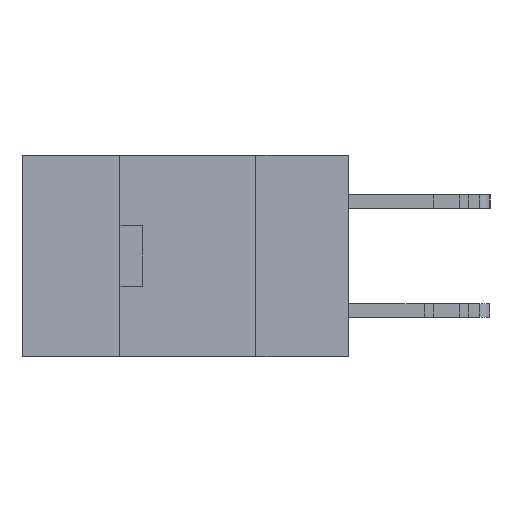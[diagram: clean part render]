
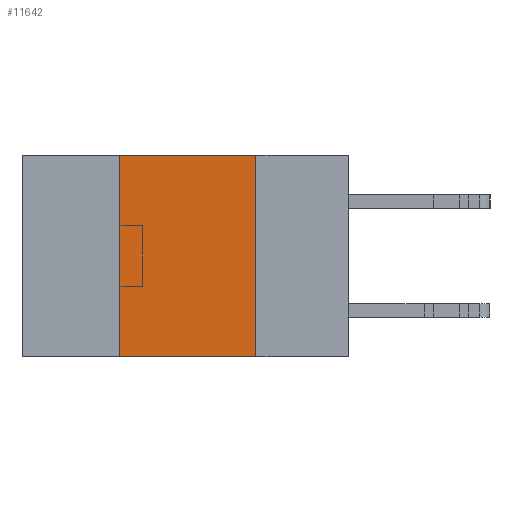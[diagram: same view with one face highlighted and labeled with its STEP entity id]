
A CAD part, left-side view. The second image highlights one B-rep face of the part: STEP entity #11642.
In plain terms, the highlighted planar face has unit normal (-1, 0, 0).
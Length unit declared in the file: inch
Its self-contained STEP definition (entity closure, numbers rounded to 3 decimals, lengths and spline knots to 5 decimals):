
#26 = EDGE_CURVE ( 'NONE', #12587, #26039, #17557, .T. ) ;
#555 = FACE_OUTER_BOUND ( 'NONE', #1308, .T. ) ;
#679 = VERTEX_POINT ( 'NONE', #21728 ) ;
#725 = CARTESIAN_POINT ( 'NONE',  ( 0., 0.6, 0. ) ) ;
#839 = DIRECTION ( 'NONE',  ( 0., 0., 1. ) ) ;
#1308 = EDGE_LOOP ( 'NONE', ( #27787, #5827, #22317, #20533 ) ) ;
#2709 = CARTESIAN_POINT ( 'NONE',  ( 0., 0.6, 0. ) ) ;
#4045 = CARTESIAN_POINT ( 'NONE',  ( 0., 0.6, -0.37 ) ) ;
#4220 = EDGE_CURVE ( 'NONE', #21384, #679, #20874, .T. ) ;
#5198 = EDGE_CURVE ( 'NONE', #21384, #26039, #6085, .T. ) ;
#5827 = ORIENTED_EDGE ( 'NONE', *, *, #24693, .F. ) ;
#6085 = LINE ( 'NONE', #4045, #25308 ) ;
#8833 = PLANE ( 'NONE',  #13684 ) ;
#8928 = CARTESIAN_POINT ( 'NONE',  ( 0., 0.17, -0.37 ) ) ;
#9544 = CARTESIAN_POINT ( 'NONE',  ( 0., 0.42, -0.37 ) ) ;
#11642 = ADVANCED_FACE ( 'NONE', ( #555 ), #8833, .F. ) ;
#12587 = VERTEX_POINT ( 'NONE', #18414 ) ;
#12950 = DIRECTION ( 'NONE',  ( 0., -1., 0. ) ) ;
#13378 = DIRECTION ( 'NONE',  ( 1., 0., 0. ) ) ;
#13535 = DIRECTION ( 'NONE',  ( 0., 0., -1. ) ) ;
#13684 = AXIS2_PLACEMENT_3D ( 'NONE', #2709, #13378, #13535 ) ;
#15325 = VECTOR ( 'NONE', #28657, 39.37008 ) ;
#17557 = LINE ( 'NONE', #8928, #15325 ) ;
#18414 = CARTESIAN_POINT ( 'NONE',  ( 0., 0.17, 0. ) ) ;
#19643 = VECTOR ( 'NONE', #20627, 39.37008 ) ;
#20533 = ORIENTED_EDGE ( 'NONE', *, *, #5198, .T. ) ;
#20627 = DIRECTION ( 'NONE',  ( 0., -1., 0. ) ) ;
#20757 = LINE ( 'NONE', #725, #19643 ) ;
#20874 = LINE ( 'NONE', #27833, #22499 ) ;
#21384 = VERTEX_POINT ( 'NONE', #9544 ) ;
#21728 = CARTESIAN_POINT ( 'NONE',  ( 0., 0.42, 0. ) ) ;
#22317 = ORIENTED_EDGE ( 'NONE', *, *, #4220, .F. ) ;
#22499 = VECTOR ( 'NONE', #839, 39.37008 ) ;
#24693 = EDGE_CURVE ( 'NONE', #679, #12587, #20757, .T. ) ;
#25308 = VECTOR ( 'NONE', #12950, 39.37008 ) ;
#26039 = VERTEX_POINT ( 'NONE', #26754 ) ;
#26754 = CARTESIAN_POINT ( 'NONE',  ( 0., 0.17, -0.37 ) ) ;
#27787 = ORIENTED_EDGE ( 'NONE', *, *, #26, .F. ) ;
#27833 = CARTESIAN_POINT ( 'NONE',  ( 0., 0.42, -0.37 ) ) ;
#28657 = DIRECTION ( 'NONE',  ( 0., 0., -1. ) ) ;
